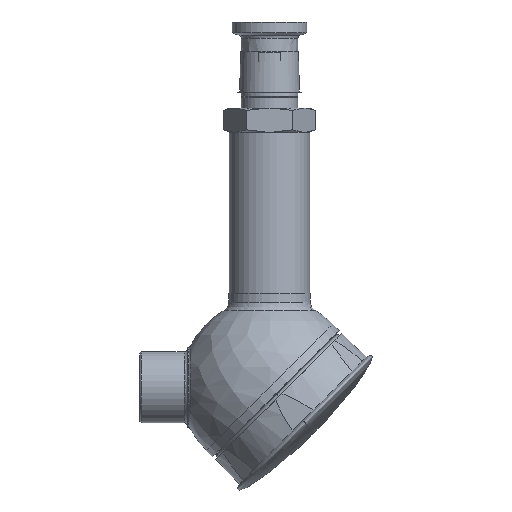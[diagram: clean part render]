
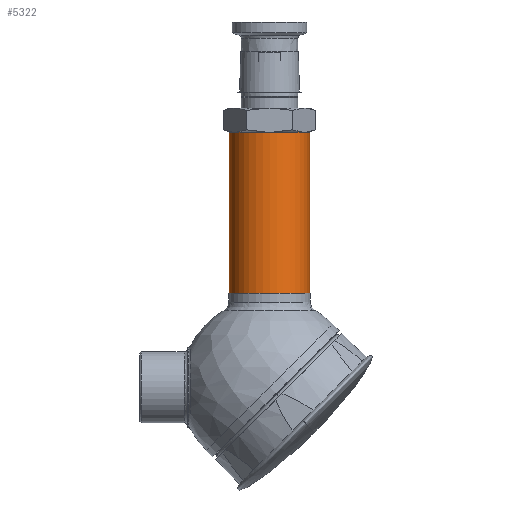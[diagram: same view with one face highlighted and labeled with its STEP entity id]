
A CAD part, left-side view. The second image highlights one B-rep face of the part: STEP entity #5322.
In plain terms, the highlighted free-form (B-spline) face has degree [8, 1] with [9, 2] control points.
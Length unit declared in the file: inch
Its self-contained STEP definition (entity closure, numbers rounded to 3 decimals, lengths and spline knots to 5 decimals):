
#3363=CARTESIAN_POINT('',(0.,0.,1.24019));
#3364=DIRECTION('',(0.,0.,-1.));
#3365=DIRECTION('',(0.,-1.,0.));
#3366=AXIS2_PLACEMENT_3D('',#3363,#3364,#3365);
#3740=CARTESIAN_POINT('',(0.,0.,3.37019));
#3741=DIRECTION('',(0.,0.,-1.));
#3742=DIRECTION('',(0.,-1.,0.));
#3743=AXIS2_PLACEMENT_3D('',#3740,#3741,#3742);
#3745=DIRECTION('',(0.,0.,1.));
#3746=VECTOR('',#3745,2.13);
#3747=CARTESIAN_POINT('',(0.,-0.53,1.24019));
#3748=LINE('',#3747,#3746);
#3749=DIRECTION('',(0.,0.,1.));
#3750=VECTOR('',#3749,2.13);
#3751=CARTESIAN_POINT('',(0.,0.53,1.24019));
#3752=LINE('',#3751,#3750);
#3753=CARTESIAN_POINT('',(0.,0.,3.37019));
#3754=DIRECTION('',(0.,0.,-1.));
#3755=DIRECTION('',(-0.5,0.866,0.));
#3756=AXIS2_PLACEMENT_3D('',#3753,#3754,#3755);
#3758=CARTESIAN_POINT('',(0.,0.,3.37019));
#3759=DIRECTION('',(0.,0.,-1.));
#3760=DIRECTION('',(-1.,0.,0.));
#3761=AXIS2_PLACEMENT_3D('',#3758,#3759,#3760);
#3763=CARTESIAN_POINT('',(0.,0.,3.37019));
#3764=DIRECTION('',(0.,0.,-1.));
#3765=DIRECTION('',(-0.5,-0.866,0.));
#3766=AXIS2_PLACEMENT_3D('',#3763,#3764,#3765);
#3930=CARTESIAN_POINT('',(0.,0.53,1.24019));
#3931=CARTESIAN_POINT('',(0.,-0.53,1.24019));
#3932=VERTEX_POINT('',#3930);
#3933=VERTEX_POINT('',#3931);
#3934=CARTESIAN_POINT('',(0.,0.53,3.37019));
#3936=VERTEX_POINT('',#3934);
#3942=CARTESIAN_POINT('',(0.,-0.53,3.37019));
#3943=CARTESIAN_POINT('',(-0.265,-0.45899,3.37019));
#3944=VERTEX_POINT('',#3942);
#3945=VERTEX_POINT('',#3943);
#3946=CARTESIAN_POINT('',(-0.53,0.,3.37019));
#3947=VERTEX_POINT('',#3946);
#3948=CARTESIAN_POINT('',(-0.265,0.45899,3.37019));
#3949=VERTEX_POINT('',#3948);
#5294=CARTESIAN_POINT('',(0.03328,-0.52895,
3.41279));
#5295=CARTESIAN_POINT('',(0.03328,-0.52895,
1.19759));
#5296=CARTESIAN_POINT('',(-0.18275,-0.54255,
3.41279));
#5297=CARTESIAN_POINT('',(-0.18275,-0.54255,
1.19759));
#5298=CARTESIAN_POINT('',(-0.40512,-0.45531,
3.41279));
#5299=CARTESIAN_POINT('',(-0.40512,-0.45531,
1.19759));
#5300=CARTESIAN_POINT('',(-0.57891,-0.26395,
3.41279));
#5301=CARTESIAN_POINT('',(-0.57891,-0.26395,
1.19759));
#5302=CARTESIAN_POINT('',(-0.64711,0.00007,
3.41279));
#5303=CARTESIAN_POINT('',(-0.64711,0.00007,
1.19759));
#5304=CARTESIAN_POINT('',(-0.57891,0.26386,
3.41279));
#5305=CARTESIAN_POINT('',(-0.57891,0.26386,
1.19759));
#5306=CARTESIAN_POINT('',(-0.40512,0.45531,
3.41279));
#5307=CARTESIAN_POINT('',(-0.40512,0.45531,
1.19759));
#5308=CARTESIAN_POINT('',(-0.18275,0.54255,
3.41279));
#5309=CARTESIAN_POINT('',(-0.18275,0.54255,
1.19759));
#5310=CARTESIAN_POINT('',(0.03328,0.52895,
3.41279));
#5311=CARTESIAN_POINT('',(0.03328,0.52895,
1.19759));
#5312=B_SPLINE_SURFACE_WITH_KNOTS('',8,1,((#5294,#5295),(#5296,#5297),(#5298,
#5299),(#5300,#5301),(#5302,#5303),(#5304,#5305),(#5306,#5307),(#5308,#5309),(
#5310,#5311)),.UNSPECIFIED.,.F.,.F.,.F.,(9,9),(2,2),(-6.34602,
-3.07876),(0.0639,2.2791),.UNSPECIFIED.);
#5313=ORIENTED_EDGE('',*,*,#4679,.F.);
#5314=ORIENTED_EDGE('',*,*,#4611,.F.);
#5315=ORIENTED_EDGE('',*,*,#4582,.T.);
#5316=ORIENTED_EDGE('',*,*,#4608,.T.);
#5317=ORIENTED_EDGE('',*,*,#4631,.F.);
#5318=ORIENTED_EDGE('',*,*,#4711,.F.);
#5319=ORIENTED_EDGE('',*,*,#4695,.F.);
#5320=EDGE_LOOP('',(#5313,#5314,#5315,#5316,#5317,#5318,#5319));
#5321=FACE_OUTER_BOUND('',#5320,.F.);
#3367=CIRCLE('',#3366,0.53);
#3744=CIRCLE('',#3743,0.53);
#3757=CIRCLE('',#3756,0.53);
#3762=CIRCLE('',#3761,0.53);
#3767=CIRCLE('',#3766,0.53);
#4582=EDGE_CURVE('',#3933,#3932,#3367,.T.);
#4608=EDGE_CURVE('',#3932,#3936,#3752,.T.);
#4611=EDGE_CURVE('',#3933,#3944,#3748,.T.);
#4631=EDGE_CURVE('',#3949,#3936,#3757,.T.);
#4679=EDGE_CURVE('',#3944,#3945,#3744,.T.);
#4695=EDGE_CURVE('',#3945,#3947,#3767,.T.);
#4711=EDGE_CURVE('',#3947,#3949,#3762,.T.);
#5322=ADVANCED_FACE('',(#5321),#5312,.T.);
